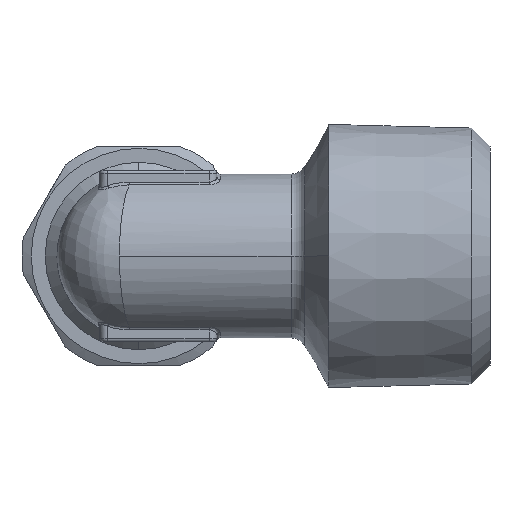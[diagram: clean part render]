
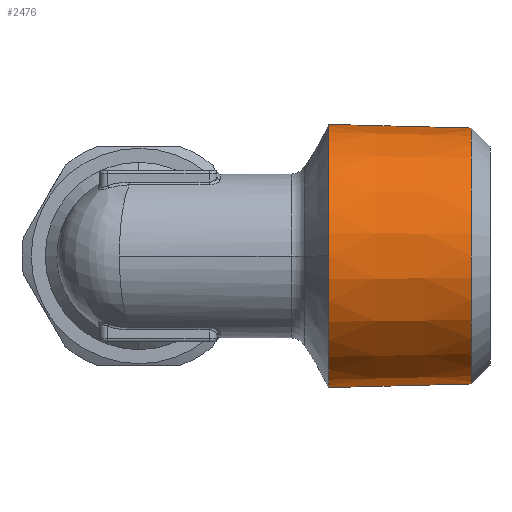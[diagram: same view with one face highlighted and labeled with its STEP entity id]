
A CAD part, left-side view. The second image highlights one B-rep face of the part: STEP entity #2476.
In plain terms, the highlighted conical face has half-angle 1.47 degrees and reference radius 8.462 mm.
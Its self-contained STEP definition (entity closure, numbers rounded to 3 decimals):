
#266 = CARTESIAN_POINT ( 'NONE',  ( 0., -12.172, 0. ) ) ;
#267 = DIRECTION ( 'NONE',  ( 0., -1., 0. ) ) ;
#268 = DIRECTION ( 'NONE',  ( 0., 0., 1. ) ) ;
#443 = CARTESIAN_POINT ( 'NONE',  ( 0., -21.3, 0. ) ) ;
#444 = DIRECTION ( 'NONE',  ( 0., -1., 0. ) ) ;
#445 = DIRECTION ( 'NONE',  ( 0., 0., -1. ) ) ;
#1509 = CARTESIAN_POINT ( 'NONE',  ( 0., -11., -8.462 ) ) ;
#1510 = DIRECTION ( 'NONE',  ( 0., 1., -0.026 ) ) ;
#1598 = CARTESIAN_POINT ( 'NONE',  ( 0., -12.172, 0. ) ) ;
#1599 = DIRECTION ( 'NONE',  ( 0., -1., 0. ) ) ;
#1600 = DIRECTION ( 'NONE',  ( 0., 0., 1. ) ) ;
#1839 = VECTOR ( 'NONE', #1510, 1000. ) ;
#1883 = CIRCLE ( 'NONE', #1885, 8.432 ) ;
#1885 = AXIS2_PLACEMENT_3D ( 'NONE', #1598, #1599, #1600 ) ;
#2192 = CIRCLE ( 'NONE', #2193, 8.432 ) ;
#2193 = AXIS2_PLACEMENT_3D ( 'NONE', #266, #267, #268 ) ;
#2467 = EDGE_CURVE ( 'NONE', #2777, #2806, #3903, .T. ) ;
#2476 = ADVANCED_FACE ( 'NONE', ( #3914 ), #3206, .T. ) ;
#2774 = VERTEX_POINT ( 'NONE', #5142 ) ;
#2777 = VERTEX_POINT ( 'NONE', #5145 ) ;
#2779 = VERTEX_POINT ( 'NONE', #5147 ) ;
#2805 = VERTEX_POINT ( 'NONE', #5162 ) ;
#2806 = VERTEX_POINT ( 'NONE', #5163 ) ;
#3134 = VECTOR ( 'NONE', #4976, 1000. ) ;
#3205 = AXIS2_PLACEMENT_3D ( 'NONE', #5001, #5002, #5003 ) ;
#3206 = CONICAL_SURFACE ( 'NONE', #3205, 8.462, 0.026 ) ;
#3454 = EDGE_CURVE ( 'NONE', #2779, #2774, #2192, .T. ) ;
#3509 = EDGE_CURVE ( 'NONE', #2777, #2805, #5420, .T. ) ;
#3679 = EDGE_CURVE ( 'NONE', #2805, #2774, #4166, .T. ) ;
#3710 = EDGE_CURVE ( 'NONE', #2806, #2779, #1883, .T. ) ;
#3903 = LINE ( 'NONE', #4975, #3134 ) ;
#3914 = FACE_OUTER_BOUND ( 'NONE', #4365, .T. ) ;
#4166 = LINE ( 'NONE', #1509, #1839 ) ;
#4365 = EDGE_LOOP ( 'NONE', ( #4798, #4799, #4800, #4502, #4801 ) ) ;
#4502 = ORIENTED_EDGE ( 'NONE', *, *, #3710, .T. ) ;
#4798 = ORIENTED_EDGE ( 'NONE', *, *, #3679, .F. ) ;
#4799 = ORIENTED_EDGE ( 'NONE', *, *, #3509, .F. ) ;
#4800 = ORIENTED_EDGE ( 'NONE', *, *, #2467, .T. ) ;
#4801 = ORIENTED_EDGE ( 'NONE', *, *, #3454, .T. ) ;
#4975 = CARTESIAN_POINT ( 'NONE',  ( 0., -11., 8.462 ) ) ;
#4976 = DIRECTION ( 'NONE',  ( 0., 1., 0.026 ) ) ;
#5001 = CARTESIAN_POINT ( 'NONE',  ( 0., -11., 0. ) ) ;
#5002 = DIRECTION ( 'NONE',  ( 0., 1., 0. ) ) ;
#5003 = DIRECTION ( 'NONE',  ( 0., 0., 1. ) ) ;
#5142 = CARTESIAN_POINT ( 'NONE',  ( 0., -12.172, -8.432 ) ) ;
#5145 = CARTESIAN_POINT ( 'NONE',  ( 0., -21.3, 8.198 ) ) ;
#5147 = CARTESIAN_POINT ( 'NONE',  ( -8.432, -12.172, 0. ) ) ;
#5162 = CARTESIAN_POINT ( 'NONE',  ( 0., -21.3, -8.198 ) ) ;
#5163 = CARTESIAN_POINT ( 'NONE',  ( 0., -12.172, 8.432 ) ) ;
#5420 = CIRCLE ( 'NONE', #5421, 8.198 ) ;
#5421 = AXIS2_PLACEMENT_3D ( 'NONE', #443, #444, #445 ) ;
